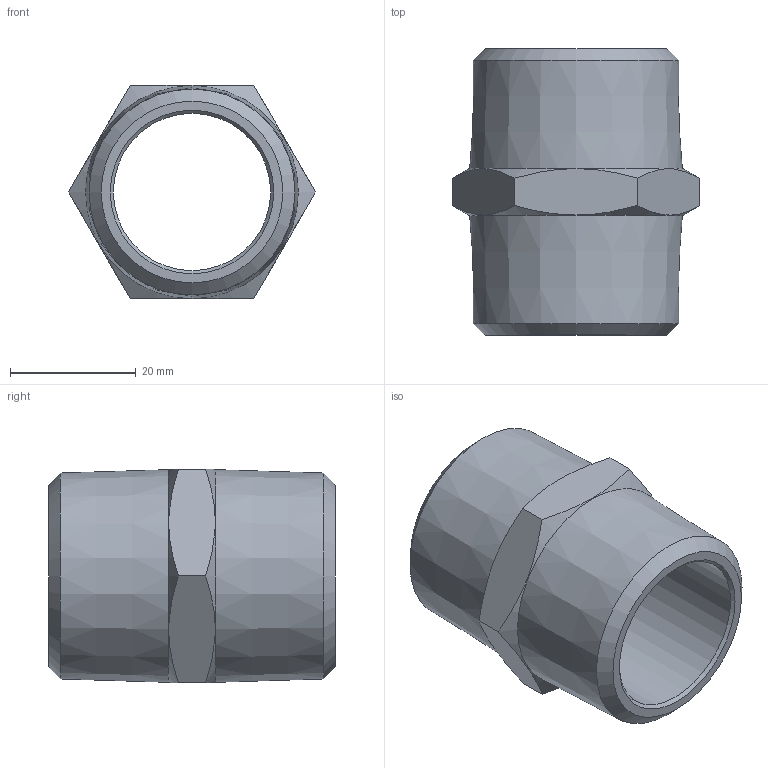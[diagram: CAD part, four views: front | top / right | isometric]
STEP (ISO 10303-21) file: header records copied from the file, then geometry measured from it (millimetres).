
FILE_DESCRIPTION( ( 'STEP AP214' ), '1' );
FILE_NAME( 'psolqas_11740_10.stp', '2021-03-04T17:27:44', ( 'License CC BY-ND 4.0' ), ( 'CADENAS' ), ' ', 'PARTsolutions', ' ' );
FILE_SCHEMA( ( 'AUTOMOTIVE_DESIGN { 1 0 10303 214 1 1 1 1 }' ) );
Length unit declared in the file: metre
Products named in the file (1): NONE
Bounding box: 39.26 x 45.5 x 34 mm (x, y, z)
Volume: 17640.6 mm3; surface area: 8950.3 mm2
Topology: 1 solids, 1 shells, 17 faces, 44 edges, 29 vertices
Faces by surface type: plane 8, cone 8, cylinder 1
Full cylindrical faces by diameter (mm): 25 x1
Entity records: 848 total; most frequent: CARTESIAN_POINT 352, ORIENTED_EDGE 64, DIRECTION 62, EDGE_CURVE 32, AXIS2_PLACEMENT_3D 28, EDGE_LOOP 28, VERTEX_POINT 26, FACE_OUTER_BOUND 18
